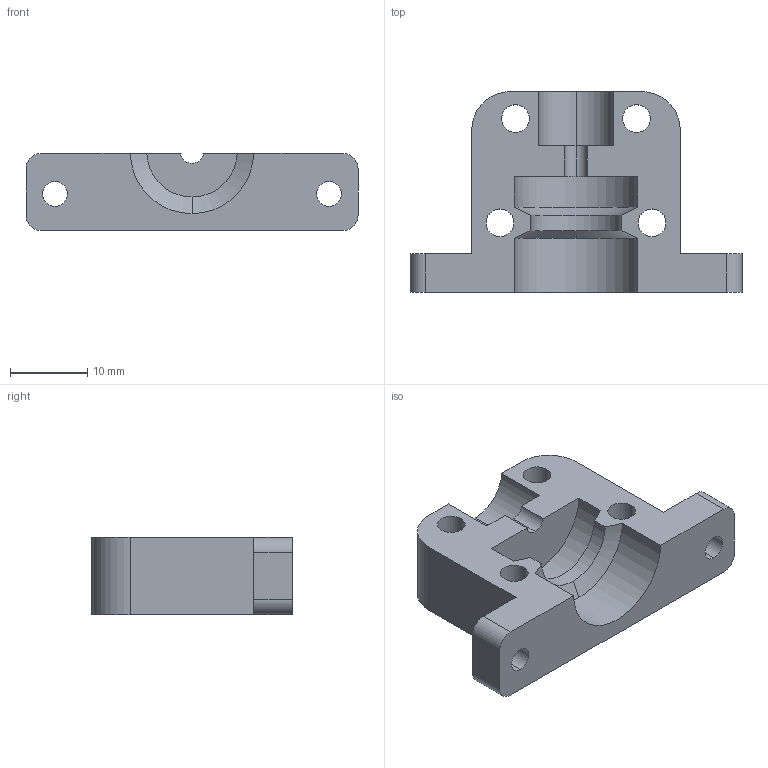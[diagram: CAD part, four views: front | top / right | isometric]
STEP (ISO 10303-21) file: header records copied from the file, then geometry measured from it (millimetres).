
FILE_DESCRIPTION (( 'STEP AP214' ), '1' );
FILE_NAME ('Hot End Holder Tabs.STEP', '2014-02-23T20:25:26', ( '' ), ( '' ), 'SwSTEP 2.0', 'SolidWorks 2011', '' );
FILE_SCHEMA (( 'AUTOMOTIVE_DESIGN' ));
Length unit declared in the file: millimetre
Products named in the file (1): Hot End Holder Tabs
Bounding box: 43 x 26 x 10 mm (x, y, z)
Volume: 5631.3 mm3; surface area: 3512.7 mm2
Topology: 1 solids, 1 shells, 41 faces, 117 edges, 78 vertices
Faces by surface type: cylinder 25, plane 13, cone 3
Entity records: 1434 total; most frequent: CARTESIAN_POINT 258, DIRECTION 249, ORIENTED_EDGE 234, EDGE_CURVE 117, AXIS2_PLACEMENT_3D 94, VERTEX_POINT 78, VECTOR 61, LINE 61
